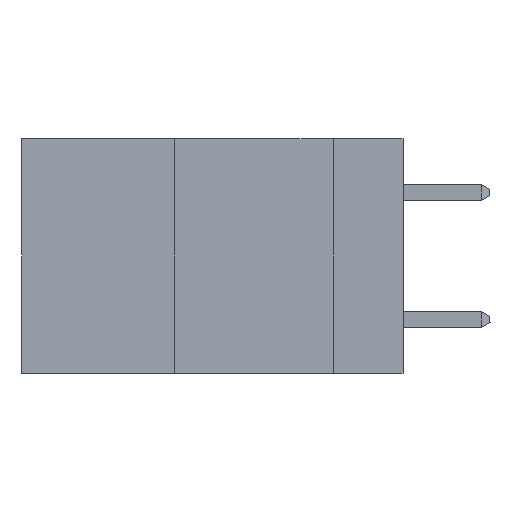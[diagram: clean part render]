
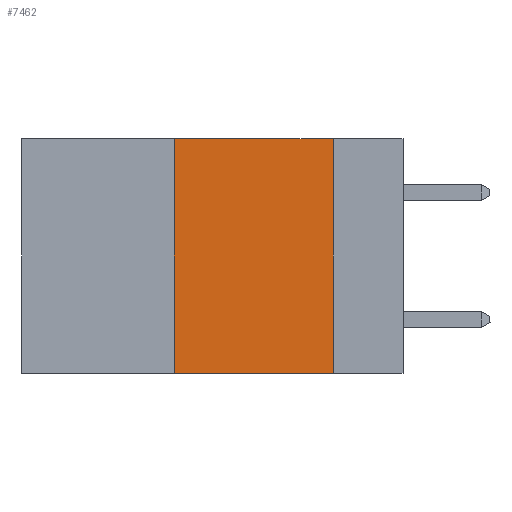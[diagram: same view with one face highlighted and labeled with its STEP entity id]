
A CAD part, left-side view. The second image highlights one B-rep face of the part: STEP entity #7462.
In plain terms, the highlighted planar face has unit normal (-1, 0, 0).
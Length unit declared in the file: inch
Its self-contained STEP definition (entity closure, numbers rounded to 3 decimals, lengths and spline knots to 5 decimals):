
#2985 = EDGE_CURVE ( 'NONE', #3945, #19592, #10106, .T. ) ;
#3945 = VERTEX_POINT ( 'NONE', #11556 ) ;
#4106 = VECTOR ( 'NONE', #14517, 39.37008 ) ;
#5545 = DIRECTION ( 'NONE',  ( 0., 0., -1. ) ) ;
#5796 = CARTESIAN_POINT ( 'NONE',  ( 0., 0.6, 0. ) ) ;
#6416 = ORIENTED_EDGE ( 'NONE', *, *, #21112, .F. ) ;
#7462 = ADVANCED_FACE ( 'NONE', ( #13490 ), #14579, .F. ) ;
#7542 = ORIENTED_EDGE ( 'NONE', *, *, #11495, .F. ) ;
#7894 = DIRECTION ( 'NONE',  ( 0., -1., 0. ) ) ;
#8350 = EDGE_CURVE ( 'NONE', #14001, #19592, #9884, .T. ) ;
#8713 = VECTOR ( 'NONE', #8870, 39.37008 ) ;
#8870 = DIRECTION ( 'NONE',  ( 0., -1., 0. ) ) ;
#9044 = VECTOR ( 'NONE', #5545, 39.37008 ) ;
#9283 = LINE ( 'NONE', #22502, #8713 ) ;
#9884 = LINE ( 'NONE', #16035, #9044 ) ;
#10106 = LINE ( 'NONE', #21388, #19721 ) ;
#11081 = ORIENTED_EDGE ( 'NONE', *, *, #8350, .F. ) ;
#11495 = EDGE_CURVE ( 'NONE', #3945, #15584, #15040, .T. ) ;
#11556 = CARTESIAN_POINT ( 'NONE',  ( 0., 0.36, -0.37 ) ) ;
#11787 = AXIS2_PLACEMENT_3D ( 'NONE', #5796, #14618, #15276 ) ;
#13490 = FACE_OUTER_BOUND ( 'NONE', #19521, .T. ) ;
#14001 = VERTEX_POINT ( 'NONE', #18283 ) ;
#14190 = CARTESIAN_POINT ( 'NONE',  ( 0., 0.11, -0.37 ) ) ;
#14517 = DIRECTION ( 'NONE',  ( 0., 0., 1. ) ) ;
#14579 = PLANE ( 'NONE',  #11787 ) ;
#14597 = CARTESIAN_POINT ( 'NONE',  ( 0., 0.36, 0. ) ) ;
#14618 = DIRECTION ( 'NONE',  ( 1., 0., 0. ) ) ;
#14759 = CARTESIAN_POINT ( 'NONE',  ( 0., 0.36, 0. ) ) ;
#15040 = LINE ( 'NONE', #14597, #4106 ) ;
#15276 = DIRECTION ( 'NONE',  ( 0., 0., -1. ) ) ;
#15584 = VERTEX_POINT ( 'NONE', #14759 ) ;
#16035 = CARTESIAN_POINT ( 'NONE',  ( 0., 0.11, 0. ) ) ;
#18283 = CARTESIAN_POINT ( 'NONE',  ( 0., 0.11, 0. ) ) ;
#19480 = ORIENTED_EDGE ( 'NONE', *, *, #2985, .T. ) ;
#19521 = EDGE_LOOP ( 'NONE', ( #11081, #6416, #7542, #19480 ) ) ;
#19592 = VERTEX_POINT ( 'NONE', #14190 ) ;
#19721 = VECTOR ( 'NONE', #7894, 39.37008 ) ;
#21112 = EDGE_CURVE ( 'NONE', #15584, #14001, #9283, .T. ) ;
#21388 = CARTESIAN_POINT ( 'NONE',  ( 0., 0.6, -0.37 ) ) ;
#22502 = CARTESIAN_POINT ( 'NONE',  ( 0., 0.6, 0. ) ) ;
